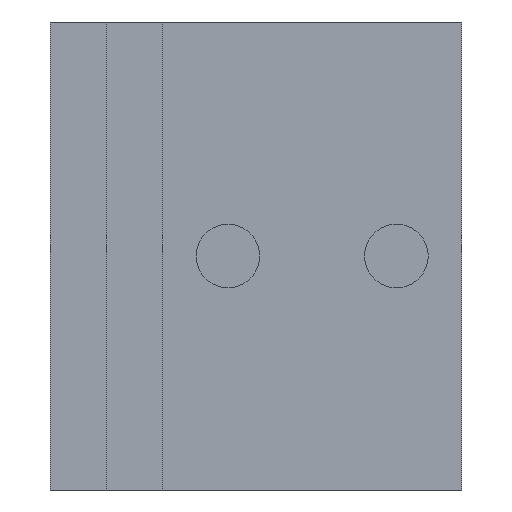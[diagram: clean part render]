
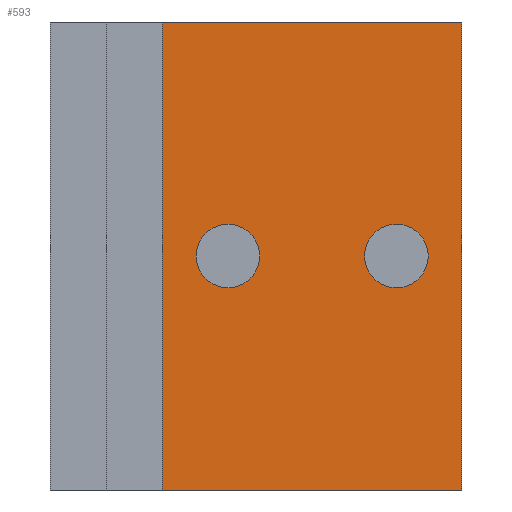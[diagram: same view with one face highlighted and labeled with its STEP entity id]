
A CAD part, front view. The second image highlights one B-rep face of the part: STEP entity #593.
In plain terms, the highlighted planar face has unit normal (0, -1, 0).
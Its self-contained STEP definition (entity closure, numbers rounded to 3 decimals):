
#17 = VECTOR ( 'NONE', #333, 1000. ) ;
#29 = VERTEX_POINT ( 'NONE', #344 ) ;
#38 = CIRCLE ( 'NONE', #623, 3.4 ) ;
#44 = AXIS2_PLACEMENT_3D ( 'NONE', #161, #573, #513 ) ;
#52 = ORIENTED_EDGE ( 'NONE', *, *, #339, .F. ) ;
#67 = VECTOR ( 'NONE', #713, 1000. ) ;
#75 = PLANE ( 'NONE',  #628 ) ;
#95 = CARTESIAN_POINT ( 'NONE',  ( -7., 0., 3.4 ) ) ;
#101 = CARTESIAN_POINT ( 'NONE',  ( -32., 0., -25. ) ) ;
#107 = CARTESIAN_POINT ( 'NONE',  ( -25., 0., 0. ) ) ;
#111 = LINE ( 'NONE', #330, #17 ) ;
#112 = CARTESIAN_POINT ( 'NONE',  ( -32., 0., 25. ) ) ;
#130 = ORIENTED_EDGE ( 'NONE', *, *, #533, .F. ) ;
#131 = AXIS2_PLACEMENT_3D ( 'NONE', #498, #735, #606 ) ;
#156 = LINE ( 'NONE', #214, #671 ) ;
#160 = DIRECTION ( 'NONE',  ( 0., -1., 0. ) ) ;
#161 = CARTESIAN_POINT ( 'NONE',  ( -7., 0., 0. ) ) ;
#203 = DIRECTION ( 'NONE',  ( 1., 0., 0. ) ) ;
#208 = FACE_BOUND ( 'NONE', #549, .T. ) ;
#214 = CARTESIAN_POINT ( 'NONE',  ( -32., 0., -25. ) ) ;
#218 = ORIENTED_EDGE ( 'NONE', *, *, #465, .F. ) ;
#246 = FACE_BOUND ( 'NONE', #706, .T. ) ;
#255 = VERTEX_POINT ( 'NONE', #358 ) ;
#259 = CIRCLE ( 'NONE', #350, 3.4 ) ;
#269 = CARTESIAN_POINT ( 'NONE',  ( -25., 0., 3.4 ) ) ;
#271 = VERTEX_POINT ( 'NONE', #278 ) ;
#278 = CARTESIAN_POINT ( 'NONE',  ( -25., 0., -3.4 ) ) ;
#279 = CARTESIAN_POINT ( 'NONE',  ( -7., 0., -3.4 ) ) ;
#303 = ORIENTED_EDGE ( 'NONE', *, *, #738, .F. ) ;
#330 = CARTESIAN_POINT ( 'NONE',  ( 0., 0., 25. ) ) ;
#333 = DIRECTION ( 'NONE',  ( 0., 0., -1. ) ) ;
#335 = ORIENTED_EDGE ( 'NONE', *, *, #472, .F. ) ;
#339 = EDGE_CURVE ( 'NONE', #568, #271, #38, .T. ) ;
#344 = CARTESIAN_POINT ( 'NONE',  ( 0., 0., -25. ) ) ;
#350 = AXIS2_PLACEMENT_3D ( 'NONE', #107, #160, #676 ) ;
#358 = CARTESIAN_POINT ( 'NONE',  ( 0., 0., 25. ) ) ;
#362 = ORIENTED_EDGE ( 'NONE', *, *, #560, .T. ) ;
#364 = LINE ( 'NONE', #502, #67 ) ;
#370 = VERTEX_POINT ( 'NONE', #101 ) ;
#391 = EDGE_CURVE ( 'NONE', #657, #504, #703, .T. ) ;
#412 = CARTESIAN_POINT ( 'NONE',  ( -32., 0., 25. ) ) ;
#432 = DIRECTION ( 'NONE',  ( 0., -1., 0. ) ) ;
#447 = CIRCLE ( 'NONE', #131, 3.4 ) ;
#465 = EDGE_CURVE ( 'NONE', #271, #568, #259, .T. ) ;
#472 = EDGE_CURVE ( 'NONE', #504, #657, #447, .T. ) ;
#477 = ORIENTED_EDGE ( 'NONE', *, *, #635, .T. ) ;
#495 = CARTESIAN_POINT ( 'NONE',  ( -32., 0., 25. ) ) ;
#498 = CARTESIAN_POINT ( 'NONE',  ( -7., 0., 0. ) ) ;
#502 = CARTESIAN_POINT ( 'NONE',  ( -32., 0., 25. ) ) ;
#504 = VERTEX_POINT ( 'NONE', #279 ) ;
#511 = EDGE_LOOP ( 'NONE', ( #362, #303, #130, #477 ) ) ;
#513 = DIRECTION ( 'NONE',  ( 0., 0., -1. ) ) ;
#533 = EDGE_CURVE ( 'NONE', #615, #255, #614, .T. ) ;
#549 = EDGE_LOOP ( 'NONE', ( #335, #664 ) ) ;
#560 = EDGE_CURVE ( 'NONE', #370, #29, #156, .T. ) ;
#568 = VERTEX_POINT ( 'NONE', #269 ) ;
#573 = DIRECTION ( 'NONE',  ( 0., -1., 0. ) ) ;
#587 = DIRECTION ( 'NONE',  ( 0., 0., 1. ) ) ;
#593 = ADVANCED_FACE ( 'NONE', ( #208, #246, #700 ), #75, .F. ) ;
#606 = DIRECTION ( 'NONE',  ( 0., 0., -1. ) ) ;
#614 = LINE ( 'NONE', #495, #633 ) ;
#615 = VERTEX_POINT ( 'NONE', #112 ) ;
#623 = AXIS2_PLACEMENT_3D ( 'NONE', #740, #432, #667 ) ;
#628 = AXIS2_PLACEMENT_3D ( 'NONE', #412, #644, #587 ) ;
#633 = VECTOR ( 'NONE', #203, 1000. ) ;
#635 = EDGE_CURVE ( 'NONE', #615, #370, #364, .T. ) ;
#644 = DIRECTION ( 'NONE',  ( 0., 1., 0. ) ) ;
#657 = VERTEX_POINT ( 'NONE', #95 ) ;
#664 = ORIENTED_EDGE ( 'NONE', *, *, #391, .F. ) ;
#667 = DIRECTION ( 'NONE',  ( 0., 0., -1. ) ) ;
#671 = VECTOR ( 'NONE', #672, 1000. ) ;
#672 = DIRECTION ( 'NONE',  ( 1., 0., 0. ) ) ;
#676 = DIRECTION ( 'NONE',  ( 0., 0., -1. ) ) ;
#700 = FACE_OUTER_BOUND ( 'NONE', #511, .T. ) ;
#703 = CIRCLE ( 'NONE', #44, 3.4 ) ;
#706 = EDGE_LOOP ( 'NONE', ( #218, #52 ) ) ;
#713 = DIRECTION ( 'NONE',  ( 0., 0., -1. ) ) ;
#735 = DIRECTION ( 'NONE',  ( 0., -1., 0. ) ) ;
#738 = EDGE_CURVE ( 'NONE', #255, #29, #111, .T. ) ;
#740 = CARTESIAN_POINT ( 'NONE',  ( -25., 0., 0. ) ) ;
